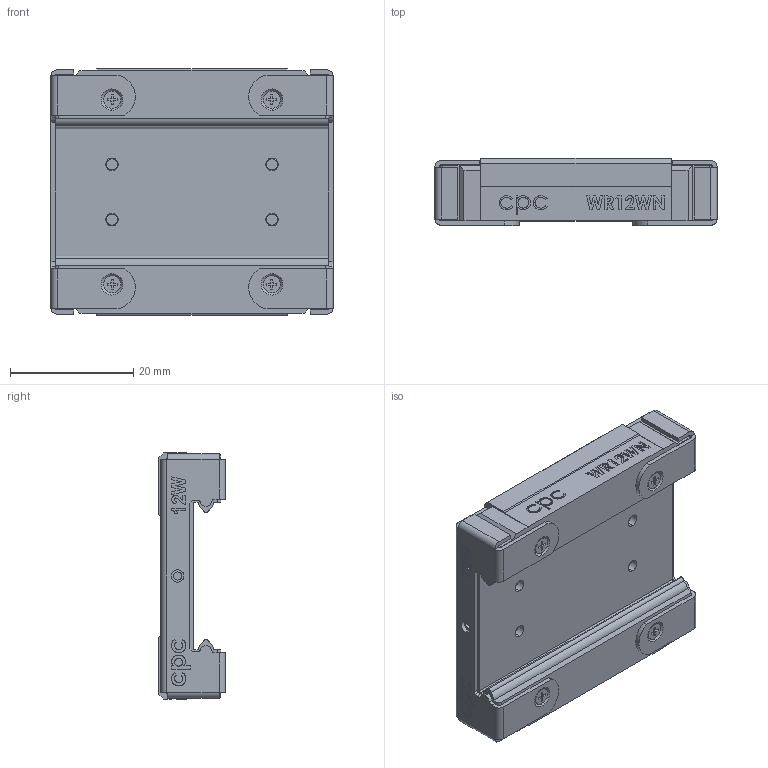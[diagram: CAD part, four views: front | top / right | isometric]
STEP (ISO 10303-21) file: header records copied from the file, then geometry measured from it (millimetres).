
FILE_DESCRIPTION (( 'STEP AP203' ), '1' );
FILE_NAME ('12WN-EE-EZ.STEP', '2009-07-30T08:34:54', ( 'cpc' ), ( '' ), 'SwSTEP 2.0', 'SolidWorks 2007', '' );
FILE_SCHEMA (( 'CONFIG_CONTROL_DESIGN' ));
Length unit declared in the file: millimetre
Products named in the file (5): M2x0.4-screw-2_預設_預設; 12WN-SS-ZZ-block(x1)_預設; 12WN-EE-EZ; screwM1.4_預設_預設; MR12W加強片-061001_預設
Assembly tree (11 placements, depth 2):
  12WN-EE-EZ
    MR12W加強片-061001_預設  x2
    screwM1.4_預設_預設  x4
    12WN-SS-ZZ-block(x1)_預設
    M2x0.4-screw-2_預設_預設  x4
Bounding box: 45.8 x 10.85 x 40 mm (x, y, z)
Volume: 13101.9 mm3; surface area: 9631.6 mm2
Topology: 11 solids, 11 shells, 1141 faces, 3019 edges, 1974 vertices
Faces by surface type: plane 565, bspline 338, cylinder 174, cone 64
Entity records: 37398 total; most frequent: CARTESIAN_POINT 18588, ORIENTED_EDGE 4198, DIRECTION 2897, EDGE_CURVE 2099, VERTEX_POINT 1380, VECTOR 1359, LINE 1359, EDGE_LOOP 869
